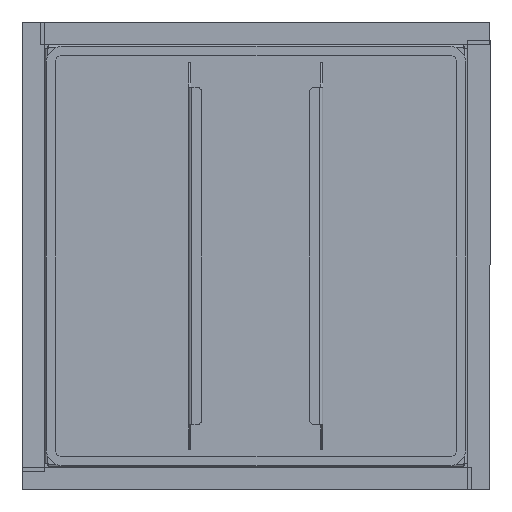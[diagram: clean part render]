
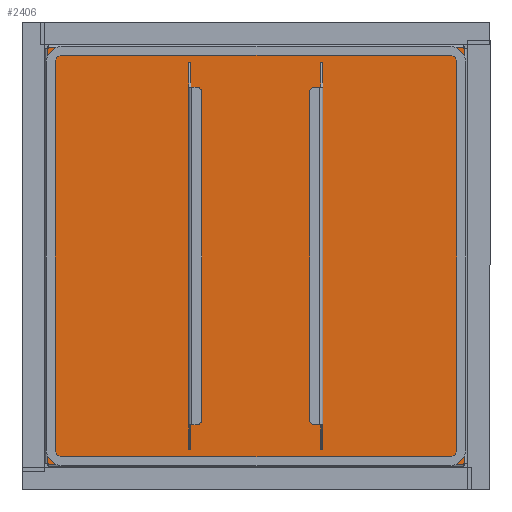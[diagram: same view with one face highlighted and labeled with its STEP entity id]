
A CAD part, front view. The second image highlights one B-rep face of the part: STEP entity #2406.
In plain terms, the highlighted face is planar.
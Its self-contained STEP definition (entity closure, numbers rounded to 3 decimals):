
#37 = VERTEX_POINT ( 'NONE', #2706 ) ;
#80 = DIRECTION ( 'NONE',  ( 0., -1., 0. ) ) ;
#128 = CARTESIAN_POINT ( 'NONE',  ( -191.1, 188.1, 19. ) ) ;
#155 = DIRECTION ( 'NONE',  ( 1., 0., 0. ) ) ;
#402 = VECTOR ( 'NONE', #155, 1000. ) ;
#429 = VERTEX_POINT ( 'NONE', #639 ) ;
#457 = EDGE_CURVE ( 'NONE', #3184, #499, #3521, .T. ) ;
#480 = VECTOR ( 'NONE', #2984, 1000. ) ;
#484 = LINE ( 'NONE', #128, #402 ) ;
#499 = VERTEX_POINT ( 'NONE', #2608 ) ;
#502 = ORIENTED_EDGE ( 'NONE', *, *, #1612, .F. ) ;
#514 = ORIENTED_EDGE ( 'NONE', *, *, #457, .F. ) ;
#558 = VERTEX_POINT ( 'NONE', #1471 ) ;
#572 = LINE ( 'NONE', #3004, #480 ) ;
#574 = ORIENTED_EDGE ( 'NONE', *, *, #1633, .F. ) ;
#575 = ORIENTED_EDGE ( 'NONE', *, *, #3146, .F. ) ;
#577 = LINE ( 'NONE', #3434, #665 ) ;
#607 = VECTOR ( 'NONE', #1818, 1000. ) ;
#619 = DIRECTION ( 'NONE',  ( 1., 0., 0. ) ) ;
#639 = CARTESIAN_POINT ( 'NONE',  ( -188.5, -188.1, 19. ) ) ;
#654 = CARTESIAN_POINT ( 'NONE',  ( 188.5, -188.1, 19. ) ) ;
#665 = VECTOR ( 'NONE', #1497, 1000. ) ;
#691 = CARTESIAN_POINT ( 'NONE',  ( -188.1, -188.1, 19. ) ) ;
#717 = LINE ( 'NONE', #3443, #607 ) ;
#768 = VERTEX_POINT ( 'NONE', #1213 ) ;
#1095 = ORIENTED_EDGE ( 'NONE', *, *, #2527, .F. ) ;
#1104 = VERTEX_POINT ( 'NONE', #691 ) ;
#1113 = DIRECTION ( 'NONE',  ( 0., 1., 0. ) ) ;
#1122 = ORIENTED_EDGE ( 'NONE', *, *, #3941, .F. ) ;
#1151 = CARTESIAN_POINT ( 'NONE',  ( 188.1, 191.1, 19. ) ) ;
#1156 = DIRECTION ( 'NONE',  ( 0., -1., 0. ) ) ;
#1213 = CARTESIAN_POINT ( 'NONE',  ( 188.1, -188.5, 19. ) ) ;
#1273 = CARTESIAN_POINT ( 'NONE',  ( 188.1, 191.1, 19. ) ) ;
#1290 = CARTESIAN_POINT ( 'NONE',  ( -191.1, 191.1, 19. ) ) ;
#1353 = ORIENTED_EDGE ( 'NONE', *, *, #3051, .F. ) ;
#1371 = VECTOR ( 'NONE', #80, 1000. ) ;
#1435 = VECTOR ( 'NONE', #1113, 1000. ) ;
#1471 = CARTESIAN_POINT ( 'NONE',  ( -188.1, 188.5, 19. ) ) ;
#1497 = DIRECTION ( 'NONE',  ( -1., 0., 0. ) ) ;
#1499 = VERTEX_POINT ( 'NONE', #2119 ) ;
#1512 = PLANE ( 'NONE',  #1675 ) ;
#1528 = CARTESIAN_POINT ( 'NONE',  ( -188.5, 188.1, 19. ) ) ;
#1583 = ORIENTED_EDGE ( 'NONE', *, *, #2938, .F. ) ;
#1594 = CARTESIAN_POINT ( 'NONE',  ( 188.1, -188.1, 19. ) ) ;
#1612 = EDGE_CURVE ( 'NONE', #1104, #429, #717, .T. ) ;
#1633 = EDGE_CURVE ( 'NONE', #2823, #37, #484, .T. ) ;
#1648 = VECTOR ( 'NONE', #3612, 1000. ) ;
#1675 = AXIS2_PLACEMENT_3D ( 'NONE', #1290, #2849, #1808 ) ;
#1689 = CARTESIAN_POINT ( 'NONE',  ( -188.5, -188.1, 19. ) ) ;
#1808 = DIRECTION ( 'NONE',  ( -1., 0., 0. ) ) ;
#1818 = DIRECTION ( 'NONE',  ( -1., 0., 0. ) ) ;
#1986 = CARTESIAN_POINT ( 'NONE',  ( 188.1, 188.5, 19. ) ) ;
#2068 = LINE ( 'NONE', #1689, #1648 ) ;
#2110 = CARTESIAN_POINT ( 'NONE',  ( 188.1, -188.5, 19. ) ) ;
#2114 = DIRECTION ( 'NONE',  ( 0., -1., 0. ) ) ;
#2119 = CARTESIAN_POINT ( 'NONE',  ( -188.1, -188.5, 19. ) ) ;
#2138 = VERTEX_POINT ( 'NONE', #1594 ) ;
#2146 = DIRECTION ( 'NONE',  ( -1., 0., 0. ) ) ;
#2242 = LINE ( 'NONE', #2723, #2371 ) ;
#2283 = ORIENTED_EDGE ( 'NONE', *, *, #2944, .F. ) ;
#2371 = VECTOR ( 'NONE', #619, 1000. ) ;
#2382 = VERTEX_POINT ( 'NONE', #654 ) ;
#2406 = ADVANCED_FACE ( 'NONE', ( #2941 ), #1512, .F. ) ;
#2527 = EDGE_CURVE ( 'NONE', #1499, #1104, #3835, .T. ) ;
#2531 = VECTOR ( 'NONE', #2146, 1000. ) ;
#2583 = CARTESIAN_POINT ( 'NONE',  ( 188.5, 188.1, 19. ) ) ;
#2586 = VECTOR ( 'NONE', #2114, 1000. ) ;
#2608 = CARTESIAN_POINT ( 'NONE',  ( 188.1, 188.1, 19. ) ) ;
#2623 = LINE ( 'NONE', #3899, #2586 ) ;
#2627 = LINE ( 'NONE', #3292, #1435 ) ;
#2656 = LINE ( 'NONE', #2110, #2531 ) ;
#2706 = CARTESIAN_POINT ( 'NONE',  ( -188.1, 188.1, 19. ) ) ;
#2723 = CARTESIAN_POINT ( 'NONE',  ( -188.1, 188.5, 19. ) ) ;
#2754 = EDGE_CURVE ( 'NONE', #2138, #768, #3510, .T. ) ;
#2793 = ORIENTED_EDGE ( 'NONE', *, *, #3753, .F. ) ;
#2823 = VERTEX_POINT ( 'NONE', #1528 ) ;
#2849 = DIRECTION ( 'NONE',  ( 0., 0., -1. ) ) ;
#2938 = EDGE_CURVE ( 'NONE', #3040, #2382, #2623, .T. ) ;
#2941 = FACE_OUTER_BOUND ( 'NONE', #3279, .T. ) ;
#2944 = EDGE_CURVE ( 'NONE', #768, #1499, #2656, .T. ) ;
#2984 = DIRECTION ( 'NONE',  ( 1., 0., 0. ) ) ;
#2995 = ORIENTED_EDGE ( 'NONE', *, *, #3281, .F. ) ;
#3004 = CARTESIAN_POINT ( 'NONE',  ( -191.1, 188.1, 19. ) ) ;
#3040 = VERTEX_POINT ( 'NONE', #2583 ) ;
#3051 = EDGE_CURVE ( 'NONE', #558, #3184, #2242, .T. ) ;
#3094 = ORIENTED_EDGE ( 'NONE', *, *, #2754, .F. ) ;
#3146 = EDGE_CURVE ( 'NONE', #429, #2823, #2068, .T. ) ;
#3165 = DIRECTION ( 'NONE',  ( 0., 1., 0. ) ) ;
#3171 = CARTESIAN_POINT ( 'NONE',  ( -188.1, 191.1, 19. ) ) ;
#3184 = VERTEX_POINT ( 'NONE', #1986 ) ;
#3279 = EDGE_LOOP ( 'NONE', ( #575, #502, #1095, #2283, #3094, #2793, #1583, #1122, #514, #1353, #2995, #574 ) ) ;
#3281 = EDGE_CURVE ( 'NONE', #37, #558, #2627, .T. ) ;
#3292 = CARTESIAN_POINT ( 'NONE',  ( -188.1, 191.1, 19. ) ) ;
#3354 = VECTOR ( 'NONE', #1156, 1000. ) ;
#3434 = CARTESIAN_POINT ( 'NONE',  ( -191.1, -188.1, 19. ) ) ;
#3443 = CARTESIAN_POINT ( 'NONE',  ( -191.1, -188.1, 19. ) ) ;
#3510 = LINE ( 'NONE', #1151, #3354 ) ;
#3521 = LINE ( 'NONE', #1273, #1371 ) ;
#3612 = DIRECTION ( 'NONE',  ( 0., 1., 0. ) ) ;
#3753 = EDGE_CURVE ( 'NONE', #2382, #2138, #577, .T. ) ;
#3763 = VECTOR ( 'NONE', #3165, 1000. ) ;
#3835 = LINE ( 'NONE', #3171, #3763 ) ;
#3899 = CARTESIAN_POINT ( 'NONE',  ( 188.5, 188.1, 19. ) ) ;
#3941 = EDGE_CURVE ( 'NONE', #499, #3040, #572, .T. ) ;
